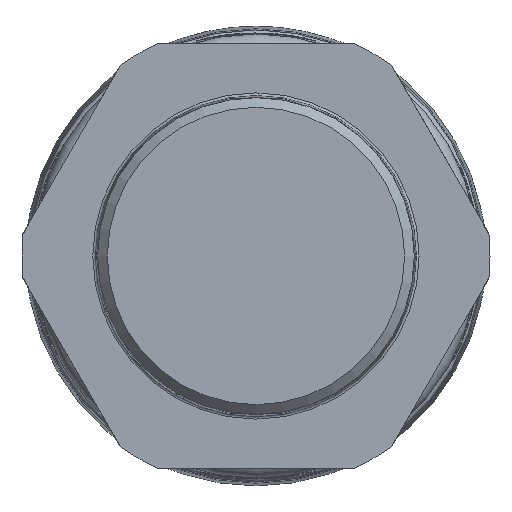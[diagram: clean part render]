
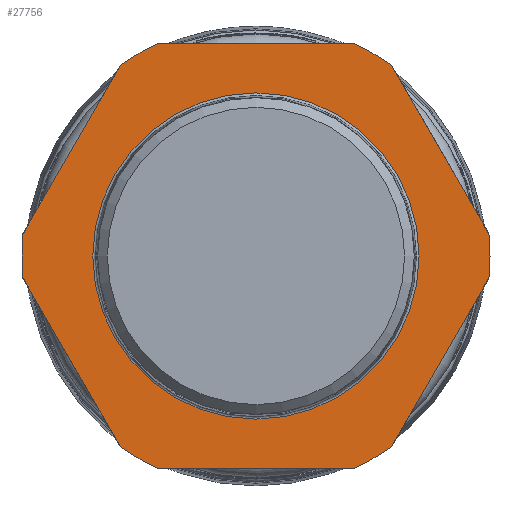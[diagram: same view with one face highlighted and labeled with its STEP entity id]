
A CAD part, left-side view. The second image highlights one B-rep face of the part: STEP entity #27756.
In plain terms, the highlighted planar face has unit normal (-1, 0, 0).
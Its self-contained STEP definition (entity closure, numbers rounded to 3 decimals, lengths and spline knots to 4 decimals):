
#1087=FACE_BOUND('',#5588,.T.);
#2217=CIRCLE('',#30112,1.2073);
#2218=CIRCLE('',#30113,1.2073);
#2222=CIRCLE('',#30119,1.7323);
#2223=CIRCLE('',#30120,1.7323);
#2224=CIRCLE('',#30121,1.7323);
#2225=CIRCLE('',#30122,1.7323);
#2226=CIRCLE('',#30123,1.7323);
#2227=CIRCLE('',#30124,1.7323);
#4016=FACE_OUTER_BOUND('',#5587,.T.);
#5587=EDGE_LOOP('',(#23937,#23938,#23939,#23940,#23941,#23942,#23943,#23944,
#23945,#23946,#23947,#23948));
#5588=EDGE_LOOP('',(#23949,#23950));
#6808=LINE('',#57542,#8023);
#6809=LINE('',#57546,#8024);
#6810=LINE('',#57550,#8025);
#6811=LINE('',#57554,#8026);
#6812=LINE('',#57558,#8027);
#6813=LINE('',#57562,#8028);
#8023=VECTOR('',#36000,0.3937);
#8024=VECTOR('',#36003,0.3937);
#8025=VECTOR('',#36006,0.3937);
#8026=VECTOR('',#36009,0.3937);
#8027=VECTOR('',#36012,0.3937);
#8028=VECTOR('',#36015,0.3937);
#11844=VERTEX_POINT('',#57527);
#11845=VERTEX_POINT('',#57529);
#11848=VERTEX_POINT('',#57540);
#11849=VERTEX_POINT('',#57541);
#11850=VERTEX_POINT('',#57543);
#11851=VERTEX_POINT('',#57545);
#11852=VERTEX_POINT('',#57547);
#11853=VERTEX_POINT('',#57549);
#11854=VERTEX_POINT('',#57551);
#11855=VERTEX_POINT('',#57553);
#11856=VERTEX_POINT('',#57555);
#11857=VERTEX_POINT('',#57557);
#11858=VERTEX_POINT('',#57559);
#11859=VERTEX_POINT('',#57561);
#15885=EDGE_CURVE('',#11844,#11845,#2217,.T.);
#15886=EDGE_CURVE('',#11845,#11844,#2218,.T.);
#15891=EDGE_CURVE('',#11848,#11849,#6808,.T.);
#15892=EDGE_CURVE('',#11850,#11849,#2222,.T.);
#15893=EDGE_CURVE('',#11850,#11851,#6809,.T.);
#15894=EDGE_CURVE('',#11852,#11851,#2223,.T.);
#15895=EDGE_CURVE('',#11852,#11853,#6810,.T.);
#15896=EDGE_CURVE('',#11854,#11853,#2224,.T.);
#15897=EDGE_CURVE('',#11854,#11855,#6811,.T.);
#15898=EDGE_CURVE('',#11856,#11855,#2225,.T.);
#15899=EDGE_CURVE('',#11856,#11857,#6812,.T.);
#15900=EDGE_CURVE('',#11858,#11857,#2226,.T.);
#15901=EDGE_CURVE('',#11858,#11859,#6813,.T.);
#15902=EDGE_CURVE('',#11848,#11859,#2227,.T.);
#23937=ORIENTED_EDGE('',*,*,#15891,.T.);
#23938=ORIENTED_EDGE('',*,*,#15892,.F.);
#23939=ORIENTED_EDGE('',*,*,#15893,.T.);
#23940=ORIENTED_EDGE('',*,*,#15894,.F.);
#23941=ORIENTED_EDGE('',*,*,#15895,.T.);
#23942=ORIENTED_EDGE('',*,*,#15896,.F.);
#23943=ORIENTED_EDGE('',*,*,#15897,.T.);
#23944=ORIENTED_EDGE('',*,*,#15898,.F.);
#23945=ORIENTED_EDGE('',*,*,#15899,.T.);
#23946=ORIENTED_EDGE('',*,*,#15900,.F.);
#23947=ORIENTED_EDGE('',*,*,#15901,.T.);
#23948=ORIENTED_EDGE('',*,*,#15902,.F.);
#23949=ORIENTED_EDGE('',*,*,#15886,.F.);
#23950=ORIENTED_EDGE('',*,*,#15885,.F.);
#24757=PLANE('',#30118);
#27756=ADVANCED_FACE('',(#4016,#1087),#24757,.T.);
#30112=AXIS2_PLACEMENT_3D('',#57530,#35985,#35986);
#30113=AXIS2_PLACEMENT_3D('',#57531,#35987,#35988);
#30118=AXIS2_PLACEMENT_3D('',#57539,#35998,#35999);
#30119=AXIS2_PLACEMENT_3D('',#57544,#36001,#36002);
#30120=AXIS2_PLACEMENT_3D('',#57548,#36004,#36005);
#30121=AXIS2_PLACEMENT_3D('',#57552,#36007,#36008);
#30122=AXIS2_PLACEMENT_3D('',#57556,#36010,#36011);
#30123=AXIS2_PLACEMENT_3D('',#57560,#36013,#36014);
#30124=AXIS2_PLACEMENT_3D('',#57563,#36016,#36017);
#35985=DIRECTION('center_axis',(-1.,0.,0.));
#35986=DIRECTION('ref_axis',(0.,1.,0.));
#35987=DIRECTION('center_axis',(-1.,0.,0.));
#35988=DIRECTION('ref_axis',(0.,1.,0.));
#35998=DIRECTION('center_axis',(-1.,0.,0.));
#35999=DIRECTION('ref_axis',(0.,1.,0.));
#36000=DIRECTION('',(0.,0.5,0.866));
#36001=DIRECTION('center_axis',(1.,0.,0.));
#36002=DIRECTION('ref_axis',(0.,-1.,0.));
#36003=DIRECTION('',(0.,1.,0.));
#36004=DIRECTION('center_axis',(1.,0.,0.));
#36005=DIRECTION('ref_axis',(0.,-1.,0.));
#36006=DIRECTION('',(0.,0.5,-0.866));
#36007=DIRECTION('center_axis',(1.,0.,0.));
#36008=DIRECTION('ref_axis',(0.,-1.,0.));
#36009=DIRECTION('',(0.,-0.5,-0.866));
#36010=DIRECTION('center_axis',(1.,0.,0.));
#36011=DIRECTION('ref_axis',(0.,-1.,0.));
#36012=DIRECTION('',(0.,-1.,0.));
#36013=DIRECTION('center_axis',(1.,0.,0.));
#36014=DIRECTION('ref_axis',(0.,-1.,0.));
#36015=DIRECTION('',(0.,-0.5,0.866));
#36016=DIRECTION('center_axis',(1.,0.,0.));
#36017=DIRECTION('ref_axis',(0.,-1.,0.));
#57527=CARTESIAN_POINT('',(-2.4764,1.2073,0.));
#57529=CARTESIAN_POINT('',(-2.4764,-1.2073,0.));
#57530=CARTESIAN_POINT('Origin',(-2.4764,0.,
0.));
#57531=CARTESIAN_POINT('Origin',(-2.4764,0.,
0.));
#57539=CARTESIAN_POINT('Origin',(-2.4764,0.,
-1.7323));
#57540=CARTESIAN_POINT('',(-2.4764,-1.7247,0.1624));
#57541=CARTESIAN_POINT('',(-2.4764,-1.003,1.4124));
#57542=CARTESIAN_POINT('',(-2.4764,-1.9193,-0.1747));
#57543=CARTESIAN_POINT('',(-2.4764,-0.7217,1.5748));
#57544=CARTESIAN_POINT('Origin',(-2.4764,0.,
0.));
#57545=CARTESIAN_POINT('',(-2.4764,0.7217,1.5748));
#57546=CARTESIAN_POINT('',(-2.4764,-0.3608,1.5748));
#57547=CARTESIAN_POINT('',(-2.4764,1.003,1.4124));
#57548=CARTESIAN_POINT('Origin',(-2.4764,0.,
0.));
#57549=CARTESIAN_POINT('',(-2.4764,1.7247,0.1624));
#57550=CARTESIAN_POINT('',(-2.4764,1.5585,0.4503));
#57551=CARTESIAN_POINT('',(-2.4764,1.7247,-0.1624));
#57552=CARTESIAN_POINT('Origin',(-2.4764,0.,
0.));
#57553=CARTESIAN_POINT('',(-2.4764,1.003,-1.4124));
#57554=CARTESIAN_POINT('',(-2.4764,1.1692,-1.1245));
#57555=CARTESIAN_POINT('',(-2.4764,0.7217,-1.5748));
#57556=CARTESIAN_POINT('Origin',(-2.4764,0.,
0.));
#57557=CARTESIAN_POINT('',(-2.4764,-0.7217,-1.5748));
#57558=CARTESIAN_POINT('',(-2.4764,0.3608,-1.5748));
#57559=CARTESIAN_POINT('',(-2.4764,-1.003,-1.4124));
#57560=CARTESIAN_POINT('Origin',(-2.4764,0.,
0.));
#57561=CARTESIAN_POINT('',(-2.4764,-1.7247,-0.1624));
#57562=CARTESIAN_POINT('',(-2.4764,-0.8084,-1.7495));
#57563=CARTESIAN_POINT('Origin',(-2.4764,0.,
0.));
